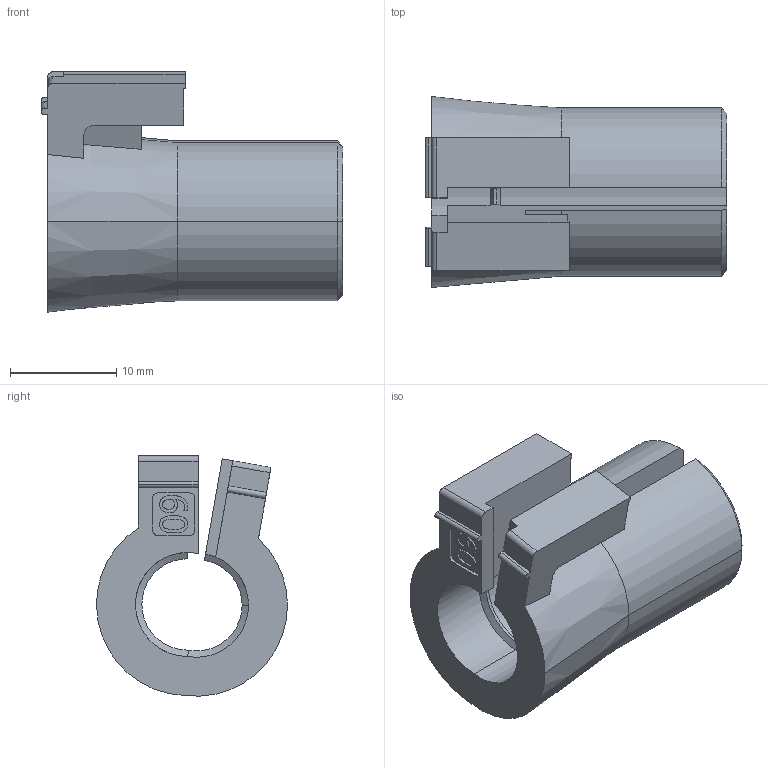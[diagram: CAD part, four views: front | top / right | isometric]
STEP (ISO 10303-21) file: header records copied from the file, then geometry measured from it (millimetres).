
FILE_DESCRIPTION (( 'STEP AP203' ), '1' );
FILE_NAME ('592236.step', '2022-03-30T19:26:11', ( '' ), ( '' ), 'SwSTEP 2.0', 'SolidWorks 2021', '' );
FILE_SCHEMA (( 'CONFIG_CONTROL_DESIGN' ));
Length unit declared in the file: inch
Products named in the file (1): 592236
Bounding box: 28.4 x 17.99 x 22.64 mm (x, y, z)
Volume: 3731.1 mm3; surface area: 3157.8 mm2
Topology: 1 solids, 1 shells, 111 faces, 303 edges, 199 vertices
Faces by surface type: plane 44, bspline 31, cylinder 24, cone 12
Entity records: 3876 total; most frequent: CARTESIAN_POINT 1215, ORIENTED_EDGE 606, DIRECTION 420, EDGE_CURVE 303, VERTEX_POINT 199, LINE 168, VECTOR 168, AXIS2_PLACEMENT_3D 126
